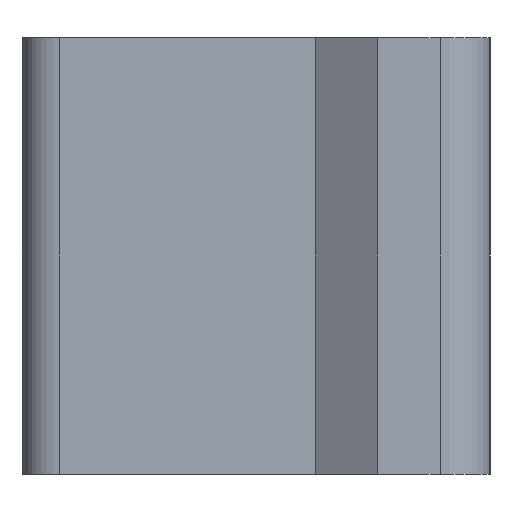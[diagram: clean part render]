
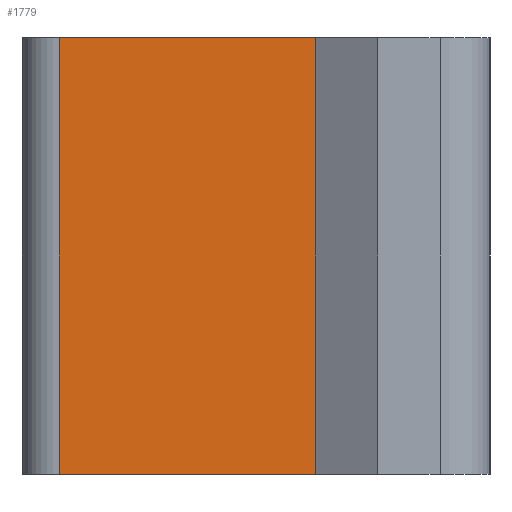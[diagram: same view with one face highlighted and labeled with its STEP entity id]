
A CAD part, left-side view. The second image highlights one B-rep face of the part: STEP entity #1779.
In plain terms, the highlighted planar face has unit normal (-1, 0, 0).
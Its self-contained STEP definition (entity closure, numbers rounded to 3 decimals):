
#141=CARTESIAN_POINT('',(-15.0,-0.95,0.0));
#142=VERTEX_POINT('',#141);
#149=CARTESIAN_POINT('',(-15.0,3.15,0.0));
#150=VERTEX_POINT('',#149);
#151=CARTESIAN_POINT('',(-15.0,-0.95,0.0));
#152=DIRECTION('',(0.0,1.0,0.0));
#153=VECTOR('',#152,4.1);
#154=LINE('',#151,#153);
#155=EDGE_CURVE('',#142,#150,#154,.T.);
#1295=CARTESIAN_POINT('',(-15.0,3.15,7.));
#1296=VERTEX_POINT('',#1295);
#1304=CARTESIAN_POINT('',(-15.0,-0.95,7.));
#1305=VERTEX_POINT('',#1304);
#1306=CARTESIAN_POINT('',(-15.0,-0.95,7.));
#1307=DIRECTION('',(0.0,1.0,0.0));
#1308=VECTOR('',#1307,4.1);
#1309=LINE('',#1306,#1308);
#1310=EDGE_CURVE('',#1305,#1296,#1309,.T.);
#1648=CARTESIAN_POINT('',(-15.0,3.15,0.0));
#1649=DIRECTION('',(0.0,0.0,1.0));
#1650=VECTOR('',#1649,7.);
#1651=LINE('',#1648,#1650);
#1652=EDGE_CURVE('',#150,#1296,#1651,.T.);
#1735=CARTESIAN_POINT('',(-15.0,-0.95,0.0));
#1736=DIRECTION('',(0.0,0.0,1.0));
#1737=VECTOR('',#1736,7.);
#1738=LINE('',#1735,#1737);
#1739=EDGE_CURVE('',#142,#1305,#1738,.T.);
#1768=CARTESIAN_POINT('',(-15.0,-3.75,0.0));
#1769=DIRECTION('',(-1.0,0.0,0.0));
#1770=DIRECTION('',(0.0,0.0,1.0));
#1771=AXIS2_PLACEMENT_3D('',#1768,#1769,#1770);
#1772=PLANE('',#1771);
#1773=ORIENTED_EDGE('',*,*,#1652,.F.);
#1774=ORIENTED_EDGE('',*,*,#155,.F.);
#1775=ORIENTED_EDGE('',*,*,#1739,.T.);
#1776=ORIENTED_EDGE('',*,*,#1310,.T.);
#1777=EDGE_LOOP('',(#1773,#1774,#1775,#1776));
#1778=FACE_OUTER_BOUND('',#1777,.T.);
#1779=ADVANCED_FACE('',(#1778),#1772,.T.);
